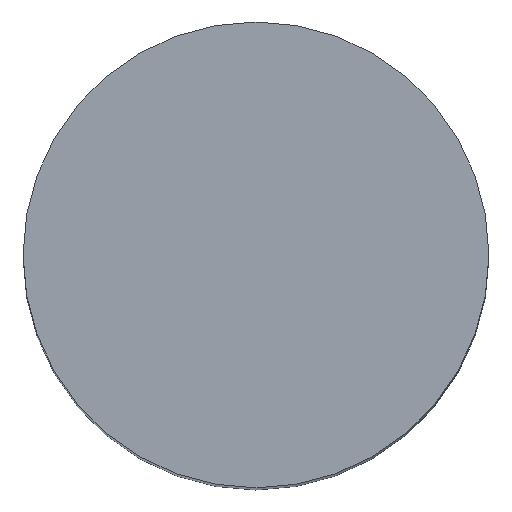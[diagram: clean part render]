
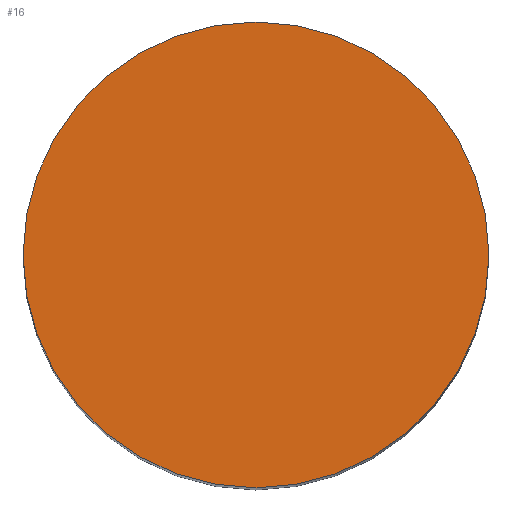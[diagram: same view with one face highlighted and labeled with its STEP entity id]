
A CAD part, top view. The second image highlights one B-rep face of the part: STEP entity #16.
In plain terms, the highlighted planar face has unit normal (0, 0, 1).
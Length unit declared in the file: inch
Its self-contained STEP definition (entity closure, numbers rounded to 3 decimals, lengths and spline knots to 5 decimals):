
#16 = ADVANCED_FACE ( 'NONE', ( #84 ), #141, .T. ) ;
#17 = ORIENTED_EDGE ( 'NONE', *, *, #85, .T. ) ;
#20 = DIRECTION ( 'NONE',  ( 0., 0., 1. ) ) ;
#32 = AXIS2_PLACEMENT_3D ( 'NONE', #128, #116, #37 ) ;
#37 = DIRECTION ( 'NONE',  ( 1., 0., 0. ) ) ;
#43 = DIRECTION ( 'NONE',  ( 1., 0., 0. ) ) ;
#58 = CARTESIAN_POINT ( 'NONE',  ( 0., 0., 1.35 ) ) ;
#60 = VERTEX_POINT ( 'NONE', #142 ) ;
#63 = DIRECTION ( 'NONE',  ( 1., 0., 0. ) ) ;
#70 = EDGE_CURVE ( 'NONE', #71, #60, #122, .T. ) ;
#71 = VERTEX_POINT ( 'NONE', #86 ) ;
#73 = ORIENTED_EDGE ( 'NONE', *, *, #70, .T. ) ;
#84 = FACE_OUTER_BOUND ( 'NONE', #139, .T. ) ;
#85 = EDGE_CURVE ( 'NONE', #60, #71, #117, .T. ) ;
#86 = CARTESIAN_POINT ( 'NONE',  ( -0.25, 0., 1.35 ) ) ;
#88 = AXIS2_PLACEMENT_3D ( 'NONE', #58, #103, #43 ) ;
#98 = CARTESIAN_POINT ( 'NONE',  ( 0., 0., 1.35 ) ) ;
#103 = DIRECTION ( 'NONE',  ( 0., 0., 1. ) ) ;
#116 = DIRECTION ( 'NONE',  ( 0., 0., 1. ) ) ;
#117 = CIRCLE ( 'NONE', #121, 0.25 ) ;
#121 = AXIS2_PLACEMENT_3D ( 'NONE', #98, #20, #63 ) ;
#122 = CIRCLE ( 'NONE', #32, 0.25 ) ;
#128 = CARTESIAN_POINT ( 'NONE',  ( 0., 0., 1.35 ) ) ;
#139 = EDGE_LOOP ( 'NONE', ( #73, #17 ) ) ;
#141 = PLANE ( 'NONE',  #88 ) ;
#142 = CARTESIAN_POINT ( 'NONE',  ( 0.25, 0., 1.35 ) ) ;
